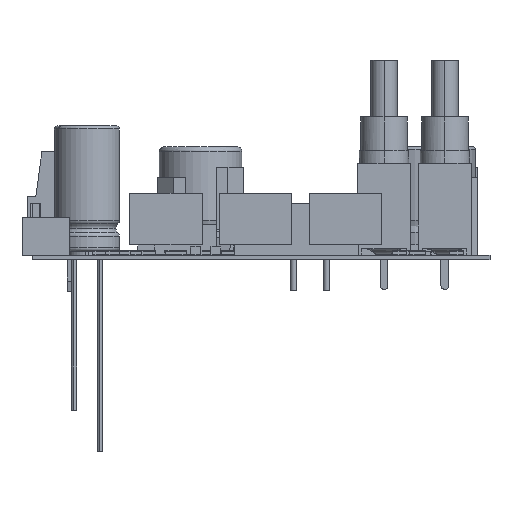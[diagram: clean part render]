
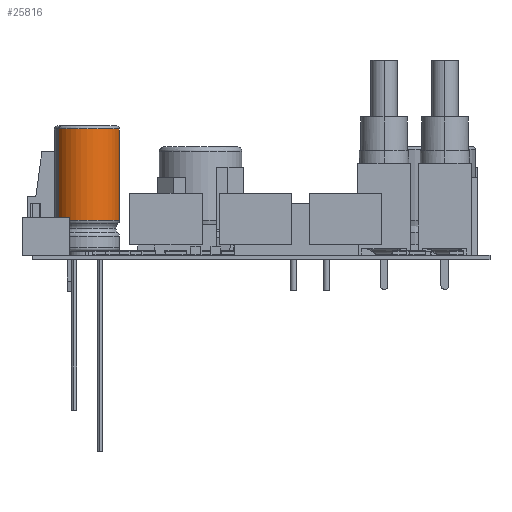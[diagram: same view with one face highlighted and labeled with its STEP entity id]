
A CAD part, front view. The second image highlights one B-rep face of the part: STEP entity #25816.
In plain terms, the highlighted cylindrical face has radius 3.15 mm (diameter 6.3 mm), a partial arc.
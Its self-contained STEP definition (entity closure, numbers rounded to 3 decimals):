
#25787 = VERTEX_POINT('',#25788);
#25788 = CARTESIAN_POINT('',(2.728,3.354,1.575));
#25795 = EDGE_CURVE('',#25787,#25796,#25798,.T.);
#25796 = VERTEX_POINT('',#25797);
#25797 = CARTESIAN_POINT('',(2.728,3.354,-1.575));
#25798 = CIRCLE('',#25799,3.15);
#25799 = AXIS2_PLACEMENT_3D('',#25800,#25801,#25802);
#25800 = CARTESIAN_POINT('',(0.,3.354,0.));
#25801 = DIRECTION('',(0.,-1.,0.));
#25802 = DIRECTION('',(1.,0.,0.));
#25816 = ADVANCED_FACE('',(#25817),#25843,.T.);
#25817 = FACE_BOUND('',#25818,.T.);
#25818 = EDGE_LOOP('',(#25819,#25820,#25828,#25837));
#25819 = ORIENTED_EDGE('',*,*,#25795,.F.);
#25820 = ORIENTED_EDGE('',*,*,#25821,.T.);
#25821 = EDGE_CURVE('',#25787,#25822,#25824,.T.);
#25822 = VERTEX_POINT('',#25823);
#25823 = CARTESIAN_POINT('',(2.728,12.207,1.575));
#25824 = LINE('',#25825,#25826);
#25825 = CARTESIAN_POINT('',(2.728,-19.,1.575));
#25826 = VECTOR('',#25827,1.);
#25827 = DIRECTION('',(0.,1.,-0.));
#25828 = ORIENTED_EDGE('',*,*,#25829,.T.);
#25829 = EDGE_CURVE('',#25822,#25830,#25832,.T.);
#25830 = VERTEX_POINT('',#25831);
#25831 = CARTESIAN_POINT('',(2.728,12.207,-1.575));
#25832 = CIRCLE('',#25833,3.15);
#25833 = AXIS2_PLACEMENT_3D('',#25834,#25835,#25836);
#25834 = CARTESIAN_POINT('',(0.,12.207,0.));
#25835 = DIRECTION('',(0.,-1.,0.));
#25836 = DIRECTION('',(1.,0.,0.));
#25837 = ORIENTED_EDGE('',*,*,#25838,.F.);
#25838 = EDGE_CURVE('',#25796,#25830,#25839,.T.);
#25839 = LINE('',#25840,#25841);
#25840 = CARTESIAN_POINT('',(2.728,-19.,-1.575));
#25841 = VECTOR('',#25842,1.);
#25842 = DIRECTION('',(0.,1.,-0.));
#25843 = CYLINDRICAL_SURFACE('',#25844,3.15);
#25844 = AXIS2_PLACEMENT_3D('',#25845,#25846,#25847);
#25845 = CARTESIAN_POINT('',(0.,0.,0.));
#25846 = DIRECTION('',(0.,-1.,-0.));
#25847 = DIRECTION('',(1.,0.,0.));
